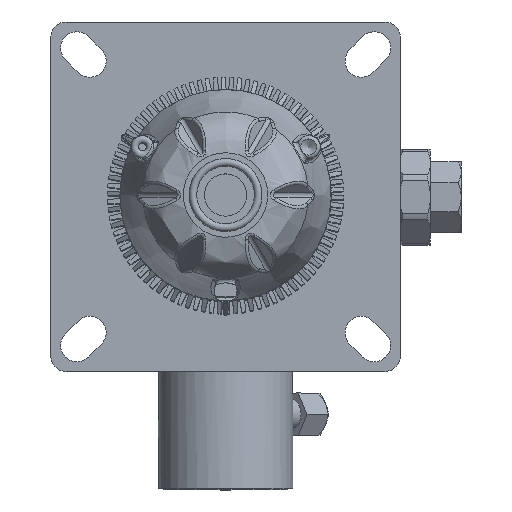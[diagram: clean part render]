
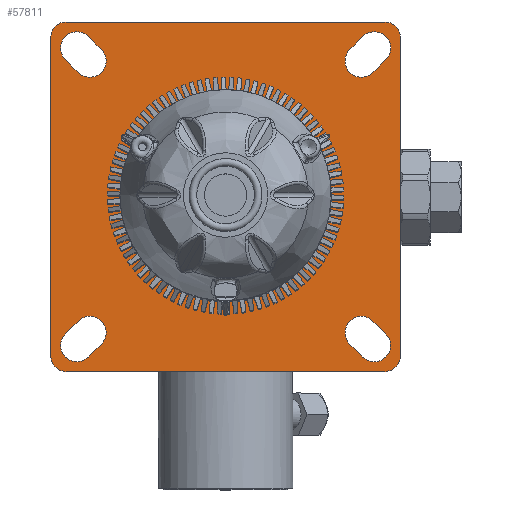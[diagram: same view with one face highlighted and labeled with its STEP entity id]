
A CAD part, top view. The second image highlights one B-rep face of the part: STEP entity #57811.
In plain terms, the highlighted planar face has unit normal (0, 0, 1).
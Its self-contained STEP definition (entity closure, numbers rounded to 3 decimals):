
#3144=FACE_BOUND('',#14759,.T.);
#3145=FACE_BOUND('',#14760,.T.);
#3146=FACE_BOUND('',#14761,.T.);
#3147=FACE_BOUND('',#14762,.T.);
#3148=FACE_BOUND('',#14763,.T.);
#7985=PLANE('',#62948);
#11112=FACE_OUTER_BOUND('',#14758,.T.);
#14758=EDGE_LOOP('',(#53716,#53717,#53718,#53719,#53720,#53721,#53722,#53723));
#14759=EDGE_LOOP('',(#53724));
#14760=EDGE_LOOP('',(#53725,#53726,#53727,#53728));
#14761=EDGE_LOOP('',(#53729,#53730,#53731,#53732));
#14762=EDGE_LOOP('',(#53733,#53734,#53735,#53736));
#14763=EDGE_LOOP('',(#53737,#53738,#53739,#53740));
#18585=LINE('',#104084,#22437);
#18594=LINE('',#104106,#22446);
#18602=LINE('',#104126,#22454);
#18610=LINE('',#104146,#22462);
#18619=LINE('',#104172,#22471);
#18623=LINE('',#104183,#22475);
#18627=LINE('',#104196,#22479);
#18631=LINE('',#104207,#22483);
#18635=LINE('',#104220,#22487);
#18639=LINE('',#104231,#22491);
#18643=LINE('',#104244,#22495);
#18647=LINE('',#104255,#22499);
#22437=VECTOR('',#76828,10.);
#22446=VECTOR('',#76845,10.);
#22454=VECTOR('',#76861,10.);
#22462=VECTOR('',#76877,10.);
#22471=VECTOR('',#76900,10.);
#22475=VECTOR('',#76912,10.);
#22479=VECTOR('',#76924,10.);
#22483=VECTOR('',#76936,10.);
#22487=VECTOR('',#76948,10.);
#22491=VECTOR('',#76960,10.);
#22495=VECTOR('',#76972,10.);
#22499=VECTOR('',#76984,10.);
#24793=CIRCLE('',#62902,8.);
#24795=CIRCLE('',#62906,8.);
#24797=CIRCLE('',#62910,8.);
#24799=CIRCLE('',#62914,8.);
#24801=CIRCLE('',#62917,8.5);
#24803=CIRCLE('',#62921,8.5);
#24805=CIRCLE('',#62925,8.5);
#24807=CIRCLE('',#62929,8.5);
#24809=CIRCLE('',#62933,8.5);
#24811=CIRCLE('',#62937,8.5);
#24813=CIRCLE('',#62941,8.5);
#24815=CIRCLE('',#62945,8.5);
#24817=CIRCLE('',#62949,55.);
#30005=VERTEX_POINT('',#104082);
#30006=VERTEX_POINT('',#104083);
#30013=VERTEX_POINT('',#104099);
#30015=VERTEX_POINT('',#104105);
#30021=VERTEX_POINT('',#104119);
#30023=VERTEX_POINT('',#104125);
#30029=VERTEX_POINT('',#104139);
#30031=VERTEX_POINT('',#104145);
#30037=VERTEX_POINT('',#104162);
#30038=VERTEX_POINT('',#104163);
#30041=VERTEX_POINT('',#104171);
#30043=VERTEX_POINT('',#104177);
#30045=VERTEX_POINT('',#104186);
#30046=VERTEX_POINT('',#104187);
#30049=VERTEX_POINT('',#104195);
#30051=VERTEX_POINT('',#104201);
#30053=VERTEX_POINT('',#104210);
#30054=VERTEX_POINT('',#104211);
#30057=VERTEX_POINT('',#104219);
#30059=VERTEX_POINT('',#104225);
#30061=VERTEX_POINT('',#104234);
#30062=VERTEX_POINT('',#104235);
#30065=VERTEX_POINT('',#104243);
#30067=VERTEX_POINT('',#104249);
#30069=VERTEX_POINT('',#104258);
#37897=EDGE_CURVE('',#30005,#30006,#18585,.T.);
#37905=EDGE_CURVE('',#30013,#30005,#24793,.T.);
#37908=EDGE_CURVE('',#30015,#30013,#18594,.T.);
#37915=EDGE_CURVE('',#30021,#30015,#24795,.T.);
#37918=EDGE_CURVE('',#30023,#30021,#18602,.T.);
#37925=EDGE_CURVE('',#30029,#30023,#24797,.T.);
#37928=EDGE_CURVE('',#30031,#30029,#18610,.T.);
#37935=EDGE_CURVE('',#30006,#30031,#24799,.T.);
#37937=EDGE_CURVE('',#30037,#30038,#24801,.T.);
#37941=EDGE_CURVE('',#30041,#30037,#18619,.T.);
#37944=EDGE_CURVE('',#30043,#30041,#24803,.T.);
#37947=EDGE_CURVE('',#30038,#30043,#18623,.T.);
#37949=EDGE_CURVE('',#30045,#30046,#24805,.T.);
#37953=EDGE_CURVE('',#30049,#30045,#18627,.T.);
#37956=EDGE_CURVE('',#30051,#30049,#24807,.T.);
#37959=EDGE_CURVE('',#30046,#30051,#18631,.T.);
#37961=EDGE_CURVE('',#30053,#30054,#24809,.T.);
#37965=EDGE_CURVE('',#30057,#30053,#18635,.T.);
#37968=EDGE_CURVE('',#30059,#30057,#24811,.T.);
#37971=EDGE_CURVE('',#30054,#30059,#18639,.T.);
#37973=EDGE_CURVE('',#30061,#30062,#24813,.T.);
#37977=EDGE_CURVE('',#30065,#30061,#18643,.T.);
#37980=EDGE_CURVE('',#30067,#30065,#24815,.T.);
#37983=EDGE_CURVE('',#30062,#30067,#18647,.T.);
#37985=EDGE_CURVE('',#30069,#30069,#24817,.T.);
#53716=ORIENTED_EDGE('',*,*,#37935,.F.);
#53717=ORIENTED_EDGE('',*,*,#37897,.F.);
#53718=ORIENTED_EDGE('',*,*,#37905,.F.);
#53719=ORIENTED_EDGE('',*,*,#37908,.F.);
#53720=ORIENTED_EDGE('',*,*,#37915,.F.);
#53721=ORIENTED_EDGE('',*,*,#37918,.F.);
#53722=ORIENTED_EDGE('',*,*,#37925,.F.);
#53723=ORIENTED_EDGE('',*,*,#37928,.F.);
#53724=ORIENTED_EDGE('',*,*,#37985,.T.);
#53725=ORIENTED_EDGE('',*,*,#37983,.T.);
#53726=ORIENTED_EDGE('',*,*,#37980,.T.);
#53727=ORIENTED_EDGE('',*,*,#37977,.T.);
#53728=ORIENTED_EDGE('',*,*,#37973,.T.);
#53729=ORIENTED_EDGE('',*,*,#37971,.T.);
#53730=ORIENTED_EDGE('',*,*,#37968,.T.);
#53731=ORIENTED_EDGE('',*,*,#37965,.T.);
#53732=ORIENTED_EDGE('',*,*,#37961,.T.);
#53733=ORIENTED_EDGE('',*,*,#37959,.T.);
#53734=ORIENTED_EDGE('',*,*,#37956,.T.);
#53735=ORIENTED_EDGE('',*,*,#37953,.T.);
#53736=ORIENTED_EDGE('',*,*,#37949,.T.);
#53737=ORIENTED_EDGE('',*,*,#37947,.T.);
#53738=ORIENTED_EDGE('',*,*,#37944,.T.);
#53739=ORIENTED_EDGE('',*,*,#37941,.T.);
#53740=ORIENTED_EDGE('',*,*,#37937,.T.);
#57811=ADVANCED_FACE('',(#11112,#3144,#3145,#3146,#3147,#3148),#7985,.T.);
#62902=AXIS2_PLACEMENT_3D('',#104100,#76838,#76839);
#62906=AXIS2_PLACEMENT_3D('',#104120,#76854,#76855);
#62910=AXIS2_PLACEMENT_3D('',#104140,#76870,#76871);
#62914=AXIS2_PLACEMENT_3D('',#104159,#76886,#76887);
#62917=AXIS2_PLACEMENT_3D('',#104164,#76892,#76893);
#62921=AXIS2_PLACEMENT_3D('',#104178,#76905,#76906);
#62925=AXIS2_PLACEMENT_3D('',#104188,#76916,#76917);
#62929=AXIS2_PLACEMENT_3D('',#104202,#76929,#76930);
#62933=AXIS2_PLACEMENT_3D('',#104212,#76940,#76941);
#62937=AXIS2_PLACEMENT_3D('',#104226,#76953,#76954);
#62941=AXIS2_PLACEMENT_3D('',#104236,#76964,#76965);
#62945=AXIS2_PLACEMENT_3D('',#104250,#76977,#76978);
#62948=AXIS2_PLACEMENT_3D('',#104257,#76986,#76987);
#62949=AXIS2_PLACEMENT_3D('',#104259,#76988,#76989);
#76828=DIRECTION('',(1.,0.,0.));
#76838=DIRECTION('center_axis',(0.,0.,-1.));
#76839=DIRECTION('ref_axis',(0.,-1.,0.));
#76845=DIRECTION('',(0.,1.,0.));
#76854=DIRECTION('center_axis',(0.,0.,-1.));
#76855=DIRECTION('ref_axis',(1.,0.,0.));
#76861=DIRECTION('',(-1.,0.,0.));
#76870=DIRECTION('center_axis',(0.,0.,-1.));
#76871=DIRECTION('ref_axis',(0.,1.,0.));
#76877=DIRECTION('',(0.,-1.,0.));
#76886=DIRECTION('center_axis',(0.,0.,-1.));
#76887=DIRECTION('ref_axis',(-1.,0.,0.));
#76892=DIRECTION('center_axis',(0.,0.,-1.));
#76893=DIRECTION('ref_axis',(-0.707,-0.707,0.));
#76900=DIRECTION('',(0.707,-0.707,0.));
#76905=DIRECTION('center_axis',(0.,0.,-1.));
#76906=DIRECTION('ref_axis',(0.707,0.707,0.));
#76912=DIRECTION('',(-0.707,0.707,0.));
#76916=DIRECTION('center_axis',(0.,0.,-1.));
#76917=DIRECTION('ref_axis',(0.707,-0.707,0.));
#76924=DIRECTION('',(0.707,0.707,0.));
#76929=DIRECTION('center_axis',(0.,0.,-1.));
#76930=DIRECTION('ref_axis',(-0.707,0.707,0.));
#76936=DIRECTION('',(-0.707,-0.707,0.));
#76940=DIRECTION('center_axis',(0.,0.,-1.));
#76941=DIRECTION('ref_axis',(0.707,0.707,0.));
#76948=DIRECTION('',(-0.707,0.707,0.));
#76953=DIRECTION('center_axis',(0.,0.,-1.));
#76954=DIRECTION('ref_axis',(-0.707,-0.707,0.));
#76960=DIRECTION('',(0.707,-0.707,0.));
#76964=DIRECTION('center_axis',(0.,0.,-1.));
#76965=DIRECTION('ref_axis',(-0.707,0.707,0.));
#76972=DIRECTION('',(-0.707,-0.707,0.));
#76977=DIRECTION('center_axis',(0.,0.,-1.));
#76978=DIRECTION('ref_axis',(0.707,-0.707,0.));
#76984=DIRECTION('',(0.707,0.707,0.));
#76986=DIRECTION('center_axis',(0.,0.,1.));
#76987=DIRECTION('ref_axis',(1.,0.,0.));
#76988=DIRECTION('center_axis',(0.,0.,-1.));
#76989=DIRECTION('ref_axis',(-1.,0.003,0.));
#104082=CARTESIAN_POINT('',(-83.,91.,4.));
#104083=CARTESIAN_POINT('',(83.,91.,4.));
#104084=CARTESIAN_POINT('',(-83.,91.,4.));
#104099=CARTESIAN_POINT('',(-91.,83.,4.));
#104100=CARTESIAN_POINT('Origin',(-83.,83.,4.));
#104105=CARTESIAN_POINT('',(-91.,-83.,4.));
#104106=CARTESIAN_POINT('',(-91.,-83.,4.));
#104119=CARTESIAN_POINT('',(-83.,-91.,4.));
#104120=CARTESIAN_POINT('Origin',(-83.,-83.,4.));
#104125=CARTESIAN_POINT('',(83.,-91.,4.));
#104126=CARTESIAN_POINT('',(83.,-91.,4.));
#104139=CARTESIAN_POINT('',(91.,-83.,4.));
#104140=CARTESIAN_POINT('Origin',(83.,-83.,4.));
#104145=CARTESIAN_POINT('',(91.,83.,4.));
#104146=CARTESIAN_POINT('',(91.,83.,4.));
#104159=CARTESIAN_POINT('Origin',(83.,83.,4.));
#104162=CARTESIAN_POINT('',(-64.7,76.721,4.));
#104163=CARTESIAN_POINT('',(-76.721,64.7,4.));
#104164=CARTESIAN_POINT('Origin',(-70.711,70.711,4.));
#104171=CARTESIAN_POINT('',(-71.418,83.439,4.));
#104172=CARTESIAN_POINT('',(-32.704,44.725,4.));
#104177=CARTESIAN_POINT('',(-83.439,71.418,4.));
#104178=CARTESIAN_POINT('Origin',(-77.428,77.428,4.));
#104183=CARTESIAN_POINT('',(-41.366,29.345,4.));
#104186=CARTESIAN_POINT('',(-76.721,-64.7,4.));
#104187=CARTESIAN_POINT('',(-64.7,-76.721,4.));
#104188=CARTESIAN_POINT('Origin',(-70.711,-70.711,4.));
#104195=CARTESIAN_POINT('',(-83.439,-71.418,4.));
#104196=CARTESIAN_POINT('',(-44.725,-32.704,4.));
#104201=CARTESIAN_POINT('',(-71.418,-83.439,4.));
#104202=CARTESIAN_POINT('Origin',(-77.428,-77.428,4.));
#104207=CARTESIAN_POINT('',(-29.345,-41.366,4.));
#104210=CARTESIAN_POINT('',(64.7,-76.721,4.));
#104211=CARTESIAN_POINT('',(76.721,-64.7,4.));
#104212=CARTESIAN_POINT('Origin',(70.711,-70.711,4.));
#104219=CARTESIAN_POINT('',(71.418,-83.439,4.));
#104220=CARTESIAN_POINT('',(32.704,-44.725,4.));
#104225=CARTESIAN_POINT('',(83.439,-71.418,4.));
#104226=CARTESIAN_POINT('Origin',(77.428,-77.428,4.));
#104231=CARTESIAN_POINT('',(41.366,-29.345,4.));
#104234=CARTESIAN_POINT('',(76.721,64.7,4.));
#104235=CARTESIAN_POINT('',(64.7,76.721,4.));
#104236=CARTESIAN_POINT('Origin',(70.711,70.711,4.));
#104243=CARTESIAN_POINT('',(83.439,71.418,4.));
#104244=CARTESIAN_POINT('',(44.725,32.704,4.));
#104249=CARTESIAN_POINT('',(71.418,83.439,4.));
#104250=CARTESIAN_POINT('Origin',(77.428,77.428,4.));
#104255=CARTESIAN_POINT('',(29.345,41.366,4.));
#104257=CARTESIAN_POINT('Origin',(0.,0.,
4.));
#104258=CARTESIAN_POINT('',(55.,-0.148,4.));
#104259=CARTESIAN_POINT('Origin',(0.,0.,
4.));
